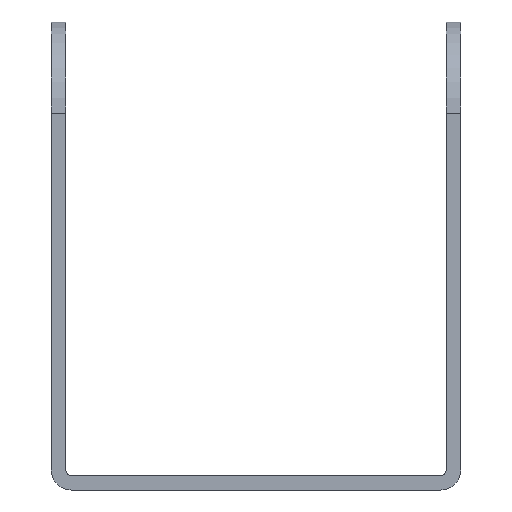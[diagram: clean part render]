
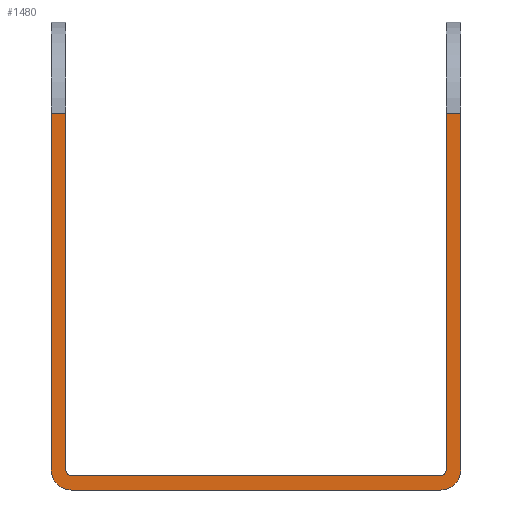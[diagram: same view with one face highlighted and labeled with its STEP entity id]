
A CAD part, front view. The second image highlights one B-rep face of the part: STEP entity #1480.
In plain terms, the highlighted planar face has unit normal (0, -1, 0).
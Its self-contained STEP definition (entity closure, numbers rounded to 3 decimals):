
#10 = CIRCLE ( 'NONE', #761, 2.737 ) ;
#34 = CARTESIAN_POINT ( 'NONE',  ( 53., -25., 49.5 ) ) ;
#64 = VECTOR ( 'NONE', #1451, 1000. ) ;
#73 = EDGE_LOOP ( 'NONE', ( #456, #1270, #1940, #1059, #1320, #695, #762, #1101, #149, #799, #373, #910 ) ) ;
#99 = VERTEX_POINT ( 'NONE', #832 ) ;
#133 = DIRECTION ( 'NONE',  ( 1., 0., 0. ) ) ;
#136 = CARTESIAN_POINT ( 'NONE',  ( 1., -25., 49.5 ) ) ;
#141 = LINE ( 'NONE', #637, #64 ) ;
#146 = DIRECTION ( 'NONE',  ( 0., 0., 1. ) ) ;
#149 = ORIENTED_EDGE ( 'NONE', *, *, #576, .T. ) ;
#182 = PLANE ( 'NONE',  #746 ) ;
#201 = DIRECTION ( 'NONE',  ( 0., 0., 1. ) ) ;
#213 = CARTESIAN_POINT ( 'NONE',  ( -1., -25., 49.5 ) ) ;
#232 = AXIS2_PLACEMENT_3D ( 'NONE', #330, #1616, #642 ) ;
#288 = CARTESIAN_POINT ( 'NONE',  ( 0., -25., 0. ) ) ;
#330 = CARTESIAN_POINT ( 'NONE',  ( 52.263, -25., 0.737 ) ) ;
#343 = VERTEX_POINT ( 'NONE', #1863 ) ;
#356 = DIRECTION ( 'NONE',  ( 1., 0., 0. ) ) ;
#359 = CARTESIAN_POINT ( 'NONE',  ( -1., -25., 0. ) ) ;
#373 = ORIENTED_EDGE ( 'NONE', *, *, #1537, .T. ) ;
#456 = ORIENTED_EDGE ( 'NONE', *, *, #549, .T. ) ;
#459 = CARTESIAN_POINT ( 'NONE',  ( 0., -25., -2. ) ) ;
#488 = DIRECTION ( 'NONE',  ( 0., -1., 0. ) ) ;
#549 = EDGE_CURVE ( 'NONE', #99, #1394, #141, .T. ) ;
#576 = EDGE_CURVE ( 'NONE', #1252, #1674, #2132, .T. ) ;
#637 = CARTESIAN_POINT ( 'NONE',  ( 53., -25., 0. ) ) ;
#638 = VERTEX_POINT ( 'NONE', #1433 ) ;
#642 = DIRECTION ( 'NONE',  ( 0., 0., 1. ) ) ;
#651 = VERTEX_POINT ( 'NONE', #1946 ) ;
#674 = AXIS2_PLACEMENT_3D ( 'NONE', #851, #1466, #1968 ) ;
#676 = CIRCLE ( 'NONE', #232, 2.737 ) ;
#695 = ORIENTED_EDGE ( 'NONE', *, *, #1154, .T. ) ;
#707 = EDGE_CURVE ( 'NONE', #638, #1760, #1758, .T. ) ;
#745 = VERTEX_POINT ( 'NONE', #1606 ) ;
#746 = AXIS2_PLACEMENT_3D ( 'NONE', #2126, #488, #1802 ) ;
#761 = AXIS2_PLACEMENT_3D ( 'NONE', #1503, #1160, #1816 ) ;
#762 = ORIENTED_EDGE ( 'NONE', *, *, #869, .F. ) ;
#799 = ORIENTED_EDGE ( 'NONE', *, *, #1348, .F. ) ;
#815 = EDGE_CURVE ( 'NONE', #745, #1760, #1671, .T. ) ;
#832 = CARTESIAN_POINT ( 'NONE',  ( 53., -25., 49.5 ) ) ;
#851 = CARTESIAN_POINT ( 'NONE',  ( 1.737, -25., 0.737 ) ) ;
#869 = EDGE_CURVE ( 'NONE', #1777, #343, #1829, .T. ) ;
#910 = ORIENTED_EDGE ( 'NONE', *, *, #2059, .F. ) ;
#940 = DIRECTION ( 'NONE',  ( -1., 0., 0. ) ) ;
#949 = CIRCLE ( 'NONE', #1600, 0.737 ) ;
#963 = DIRECTION ( 'NONE',  ( 0., 1., 0. ) ) ;
#971 = EDGE_CURVE ( 'NONE', #745, #1284, #1055, .T. ) ;
#976 = CARTESIAN_POINT ( 'NONE',  ( 53., -25., 0.737 ) ) ;
#1002 = CARTESIAN_POINT ( 'NONE',  ( 52.263, -25., -2. ) ) ;
#1003 = VECTOR ( 'NONE', #1074, 1000. ) ;
#1013 = DIRECTION ( 'NONE',  ( 0., 0., 1. ) ) ;
#1014 = CARTESIAN_POINT ( 'NONE',  ( 55., -25., 0. ) ) ;
#1055 = LINE ( 'NONE', #2036, #1003 ) ;
#1059 = ORIENTED_EDGE ( 'NONE', *, *, #815, .F. ) ;
#1074 = DIRECTION ( 'NONE',  ( 0., 0., 1. ) ) ;
#1090 = VECTOR ( 'NONE', #356, 1000. ) ;
#1101 = ORIENTED_EDGE ( 'NONE', *, *, #1698, .F. ) ;
#1154 = EDGE_CURVE ( 'NONE', #1284, #343, #1196, .T. ) ;
#1160 = DIRECTION ( 'NONE',  ( 0., 1., 0. ) ) ;
#1196 = LINE ( 'NONE', #213, #1986 ) ;
#1212 = DIRECTION ( 'NONE',  ( -1., 0., 0. ) ) ;
#1252 = VERTEX_POINT ( 'NONE', #1586 ) ;
#1263 = VECTOR ( 'NONE', #133, 1000. ) ;
#1270 = ORIENTED_EDGE ( 'NONE', *, *, #1452, .T. ) ;
#1284 = VERTEX_POINT ( 'NONE', #136 ) ;
#1320 = ORIENTED_EDGE ( 'NONE', *, *, #971, .T. ) ;
#1325 = CARTESIAN_POINT ( 'NONE',  ( 55., -25., 0.737 ) ) ;
#1348 = EDGE_CURVE ( 'NONE', #1490, #1674, #676, .T. ) ;
#1393 = VECTOR ( 'NONE', #201, 1000. ) ;
#1394 = VERTEX_POINT ( 'NONE', #976 ) ;
#1433 = CARTESIAN_POINT ( 'NONE',  ( 52.263, -25., 0. ) ) ;
#1447 = VECTOR ( 'NONE', #1013, 1000. ) ;
#1451 = DIRECTION ( 'NONE',  ( 0., 0., -1. ) ) ;
#1452 = EDGE_CURVE ( 'NONE', #1394, #638, #949, .T. ) ;
#1456 = FACE_OUTER_BOUND ( 'NONE', #73, .T. ) ;
#1466 = DIRECTION ( 'NONE',  ( 0., -1., 0. ) ) ;
#1480 = ADVANCED_FACE ( 'NONE', ( #1456 ), #182, .T. ) ;
#1490 = VERTEX_POINT ( 'NONE', #1325 ) ;
#1503 = CARTESIAN_POINT ( 'NONE',  ( 1.737, -25., 0.737 ) ) ;
#1516 = LINE ( 'NONE', #1014, #1393 ) ;
#1537 = EDGE_CURVE ( 'NONE', #1490, #651, #1516, .T. ) ;
#1586 = CARTESIAN_POINT ( 'NONE',  ( 1.737, -25., -2. ) ) ;
#1600 = AXIS2_PLACEMENT_3D ( 'NONE', #1781, #963, #146 ) ;
#1606 = CARTESIAN_POINT ( 'NONE',  ( 1., -25., 0.737 ) ) ;
#1616 = DIRECTION ( 'NONE',  ( 0., 1., 0. ) ) ;
#1671 = CIRCLE ( 'NONE', #674, 0.737 ) ;
#1674 = VERTEX_POINT ( 'NONE', #1002 ) ;
#1685 = LINE ( 'NONE', #34, #1090 ) ;
#1698 = EDGE_CURVE ( 'NONE', #1252, #1777, #10, .T. ) ;
#1722 = CARTESIAN_POINT ( 'NONE',  ( -1., -25., 0.737 ) ) ;
#1758 = LINE ( 'NONE', #288, #2000 ) ;
#1760 = VERTEX_POINT ( 'NONE', #1837 ) ;
#1777 = VERTEX_POINT ( 'NONE', #1722 ) ;
#1781 = CARTESIAN_POINT ( 'NONE',  ( 52.263, -25., 0.737 ) ) ;
#1802 = DIRECTION ( 'NONE',  ( 0., 0., -1. ) ) ;
#1816 = DIRECTION ( 'NONE',  ( 1., 0., 0. ) ) ;
#1829 = LINE ( 'NONE', #359, #1447 ) ;
#1837 = CARTESIAN_POINT ( 'NONE',  ( 1.737, -25., 0. ) ) ;
#1863 = CARTESIAN_POINT ( 'NONE',  ( -1., -25., 49.5 ) ) ;
#1940 = ORIENTED_EDGE ( 'NONE', *, *, #707, .T. ) ;
#1946 = CARTESIAN_POINT ( 'NONE',  ( 55., -25., 49.5 ) ) ;
#1968 = DIRECTION ( 'NONE',  ( 1., 0., 0. ) ) ;
#1986 = VECTOR ( 'NONE', #1212, 1000. ) ;
#2000 = VECTOR ( 'NONE', #940, 1000. ) ;
#2036 = CARTESIAN_POINT ( 'NONE',  ( 1., -25., 0. ) ) ;
#2059 = EDGE_CURVE ( 'NONE', #99, #651, #1685, .T. ) ;
#2126 = CARTESIAN_POINT ( 'NONE',  ( 55., -25., 0. ) ) ;
#2132 = LINE ( 'NONE', #459, #1263 ) ;
